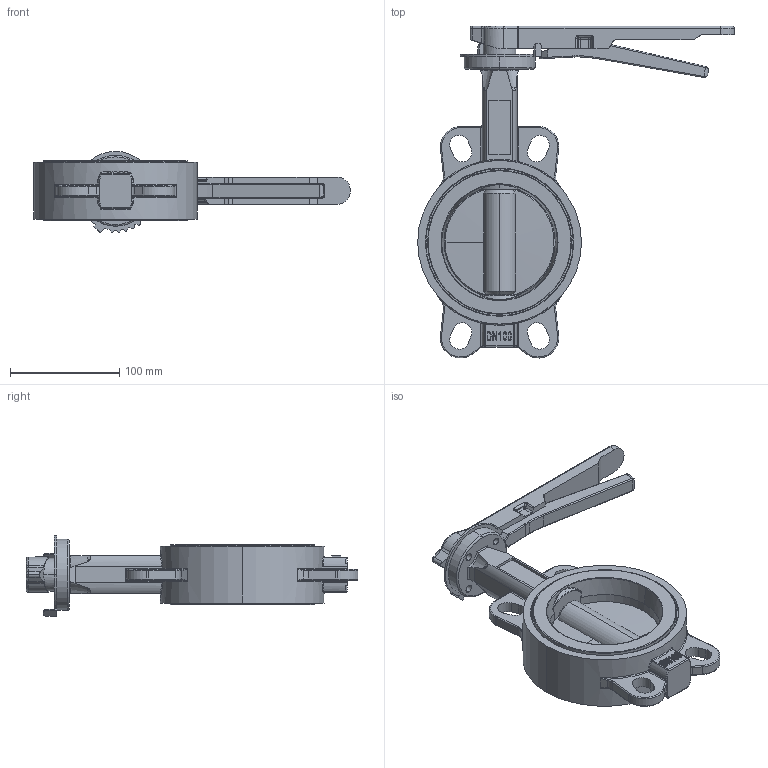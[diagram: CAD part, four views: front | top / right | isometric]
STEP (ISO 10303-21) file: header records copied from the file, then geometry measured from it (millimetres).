
FILE_DESCRIPTION (( 'STEP AP203' ), '1' );
FILE_NAME ('J9.000100L16C.STEP', '2018-10-09T07:03:10', ( '' ), ( '' ), 'SwSTEP 2.0', 'SolidWorks 2014', '' );
FILE_SCHEMA (( 'CONFIG_CONTROL_DESIGN' ));
Length unit declared in the file: millimetre
Products named in the file (1): J9.000100L16C
Bounding box: 290 x 303.99 x 74.36 mm (x, y, z)
Volume: 913954.7 mm3; surface area: 143242.7 mm2
Topology: 1 solids, 7 shells, 660 faces, 1679 edges, 1034 vertices
Faces by surface type: cylinder 217, plane 184, bspline 105, torus 88, cone 46, sphere 20
Entity records: 24881 total; most frequent: CARTESIAN_POINT 9736, ORIENTED_EDGE 3314, DIRECTION 2982, EDGE_CURVE 1657, AXIS2_PLACEMENT_3D 1156, VERTEX_POINT 1034, EDGE_LOOP 695, LINE 670
